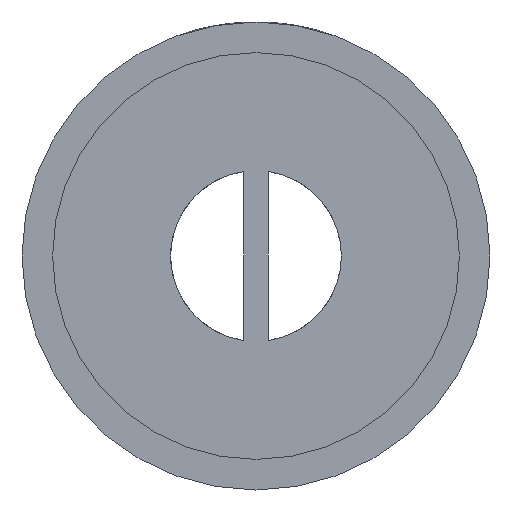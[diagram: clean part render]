
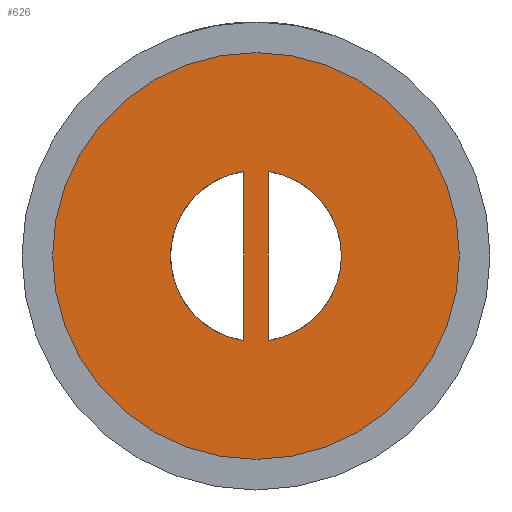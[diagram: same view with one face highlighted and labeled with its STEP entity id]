
A CAD part, front view. The second image highlights one B-rep face of the part: STEP entity #626.
In plain terms, the highlighted planar face has unit normal (0, -1, 0).
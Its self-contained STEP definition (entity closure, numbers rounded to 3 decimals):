
#297=FACE_BOUND('',#985,.T.);
#298=FACE_BOUND('',#986,.T.);
#299=FACE_BOUND('',#987,.T.);
#436=CIRCLE('',#2809,2.098);
#437=CIRCLE('',#2810,2.098);
#438=CIRCLE('',#2811,2.098);
#439=CIRCLE('',#2814,4.998);
#626=ADVANCED_FACE('',(#297,#298,#299),#724,.T.);
#724=PLANE('',#2815);
#985=EDGE_LOOP('',(#1571,#1572,#1573));
#986=EDGE_LOOP('',(#1574,#1575));
#987=EDGE_LOOP('',(#1576));
#1571=ORIENTED_EDGE('',*,*,#2180,.T.);
#1572=ORIENTED_EDGE('',*,*,#2185,.F.);
#1573=ORIENTED_EDGE('',*,*,#2184,.F.);
#1574=ORIENTED_EDGE('',*,*,#2189,.T.);
#1575=ORIENTED_EDGE('',*,*,#2187,.F.);
#1576=ORIENTED_EDGE('',*,*,#2190,.T.);
#1860=VERTEX_POINT('',#4530);
#1862=VERTEX_POINT('',#4534);
#1865=VERTEX_POINT('',#4544);
#1866=VERTEX_POINT('',#4547);
#1867=VERTEX_POINT('',#4549);
#1868=VERTEX_POINT('',#4555);
#2180=EDGE_CURVE('',#1860,#1862,#2354,.T.);
#2184=EDGE_CURVE('',#1860,#1865,#436,.T.);
#2185=EDGE_CURVE('',#1865,#1862,#437,.T.);
#2187=EDGE_CURVE('',#1866,#1867,#438,.T.);
#2189=EDGE_CURVE('',#1866,#1867,#2358,.T.);
#2190=EDGE_CURVE('',#1868,#1868,#439,.T.);
#2354=LINE('',#4535,#2519);
#2358=LINE('',#4552,#2523);
#2519=VECTOR('',#3451,1.);
#2523=VECTOR('',#3471,1.);
#2809=AXIS2_PLACEMENT_3D('',#4543,#3461,#3462);
#2810=AXIS2_PLACEMENT_3D('',#4545,#3463,#3464);
#2811=AXIS2_PLACEMENT_3D('',#4548,#3466,#3467);
#2814=AXIS2_PLACEMENT_3D('',#4554,#3474,#3475);
#2815=AXIS2_PLACEMENT_3D('',#4556,#3476,#3477);
#3451=DIRECTION('',(0.,0.,1.));
#3461=DIRECTION('',(0.,-1.,0.));
#3462=DIRECTION('',(0.143,0.,-0.99));
#3463=DIRECTION('',(0.,-1.,0.));
#3464=DIRECTION('',(1.,0.,0.));
#3466=DIRECTION('',(0.,-1.,0.));
#3467=DIRECTION('',(-0.143,0.,0.99));
#3471=DIRECTION('',(0.,0.,-1.));
#3474=DIRECTION('',(0.,-1.,0.));
#3475=DIRECTION('',(1.,0.,0.));
#3476=DIRECTION('',(0.,-1.,0.));
#3477=DIRECTION('',(0.,0.,1.));
#4530=CARTESIAN_POINT('',(0.3,8.717,-2.076));
#4534=CARTESIAN_POINT('',(0.3,8.717,2.076));
#4535=CARTESIAN_POINT('',(0.3,8.717,-2.076));
#4543=CARTESIAN_POINT('',(0.,8.717,0.));
#4544=CARTESIAN_POINT('',(2.098,8.717,0.));
#4545=CARTESIAN_POINT('',(0.,8.717,0.));
#4547=CARTESIAN_POINT('',(-0.3,8.717,2.076));
#4548=CARTESIAN_POINT('',(0.,8.717,0.));
#4549=CARTESIAN_POINT('',(-0.3,8.717,-2.076));
#4552=CARTESIAN_POINT('',(-0.3,8.717,2.076));
#4554=CARTESIAN_POINT('',(0.,8.717,0.));
#4555=CARTESIAN_POINT('',(4.998,8.717,0.));
#4556=CARTESIAN_POINT('',(5.598,8.717,-5.598));
